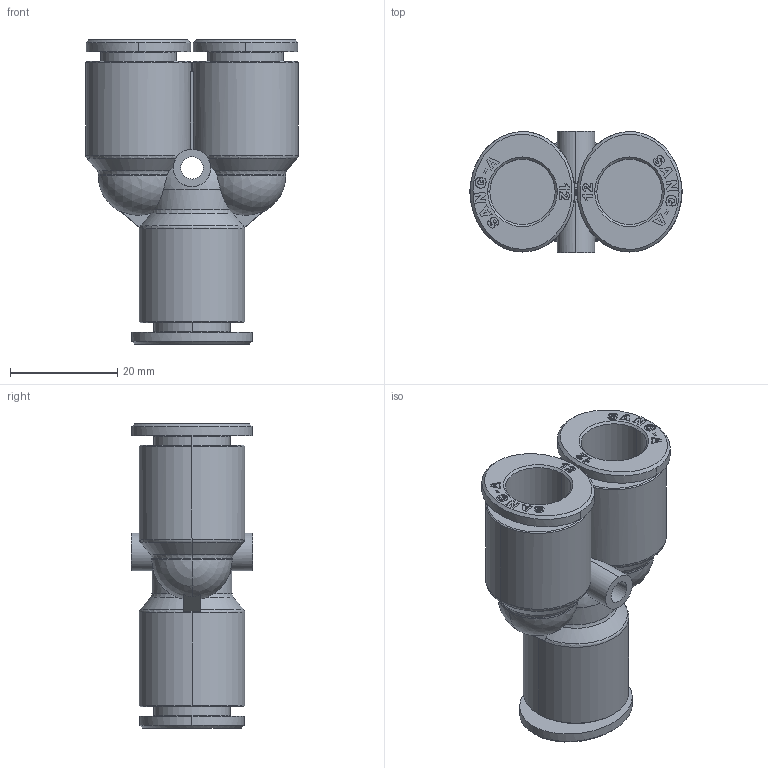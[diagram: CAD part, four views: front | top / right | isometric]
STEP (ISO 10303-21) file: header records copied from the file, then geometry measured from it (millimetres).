
FILE_DESCRIPTION((''),'2;1');
FILE_NAME('GPY 12(3D).stp','2012-12-26T19:07:43',(''),(''),'Mechanical Desktop.R8.0.24.0','Mechanical Desktop.R8.0.24.0',', , ');
FILE_SCHEMA(('CONFIG_CONTROL_DESIGN'));
Length unit declared in the file: millimetre
Products named in the file (3): GPY 12(3D); ºÎÇ°1; RM_SDB
Assembly tree (2 placements, depth 2):
  GPY 12(3D)
    ºÎÇ°1
    RM_SDB
Bounding box: 39.7 x 22.7 x 56.8 mm (x, y, z)
Volume: 16775.5 mm3; surface area: 10253.3 mm2
Topology: 1 solids, 1 shells, 1122 faces, 3224 edges, 2139 vertices
Faces by surface type: plane 1023, cylinder 33, bspline 30, cone 24, sphere 6, torus 6
Entity records: 37905 total; most frequent: CARTESIAN_POINT 8545, ORIENTED_EDGE 6440, DIRECTION 5450, EDGE_CURVE 3220, VECTOR 2986, LINE 2986, VERTEX_POINT 2139, AXIS2_PLACEMENT_3D 1232
